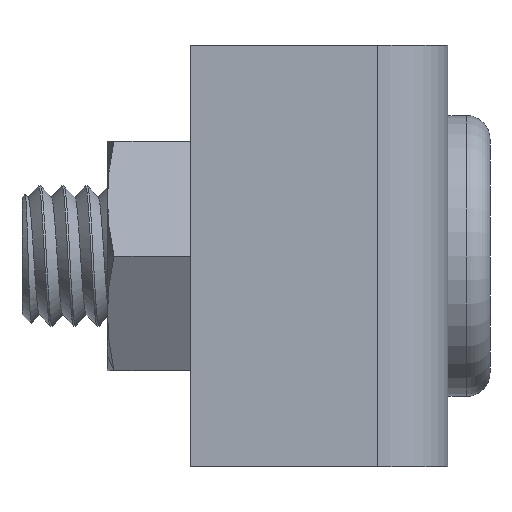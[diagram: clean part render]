
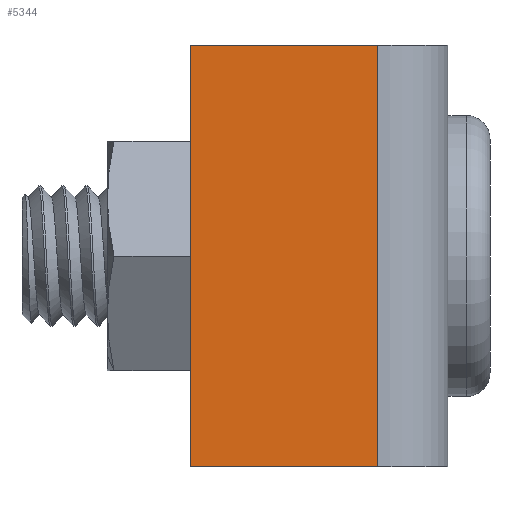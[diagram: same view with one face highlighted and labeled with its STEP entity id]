
A CAD part, left-side view. The second image highlights one B-rep face of the part: STEP entity #5344.
In plain terms, the highlighted planar face has unit normal (-1, 0, 0).
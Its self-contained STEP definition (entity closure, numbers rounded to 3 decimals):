
#50 = LINE ( 'NONE', #4904, #2123 ) ;
#297 = CARTESIAN_POINT ( 'NONE',  ( -17., 11., 9. ) ) ;
#348 = LINE ( 'NONE', #6366, #713 ) ;
#405 = DIRECTION ( 'NONE',  ( 0., 0., -1. ) ) ;
#647 = DIRECTION ( 'NONE',  ( 0., -1., 0. ) ) ;
#713 = VECTOR ( 'NONE', #6325, 1000. ) ;
#767 = EDGE_CURVE ( 'NONE', #4001, #1459, #6594, .T. ) ;
#1459 = VERTEX_POINT ( 'NONE', #5740 ) ;
#1473 = PLANE ( 'NONE',  #1564 ) ;
#1564 = AXIS2_PLACEMENT_3D ( 'NONE', #6422, #5825, #405 ) ;
#1933 = CARTESIAN_POINT ( 'NONE',  ( -17., 3., 9. ) ) ;
#2123 = VECTOR ( 'NONE', #6533, 1000. ) ;
#2490 = VECTOR ( 'NONE', #647, 1000. ) ;
#2557 = VERTEX_POINT ( 'NONE', #1933 ) ;
#2628 = CARTESIAN_POINT ( 'NONE',  ( -17., 11., 9. ) ) ;
#3082 = EDGE_CURVE ( 'NONE', #4922, #2557, #4043, .T. ) ;
#3195 = ORIENTED_EDGE ( 'NONE', *, *, #6508, .T. ) ;
#3408 = EDGE_CURVE ( 'NONE', #2557, #1459, #50, .T. ) ;
#3682 = ORIENTED_EDGE ( 'NONE', *, *, #767, .T. ) ;
#3927 = CARTESIAN_POINT ( 'NONE',  ( -17., 11., -9. ) ) ;
#4001 = VERTEX_POINT ( 'NONE', #5632 ) ;
#4005 = DIRECTION ( 'NONE',  ( 0., -1., 0. ) ) ;
#4043 = LINE ( 'NONE', #297, #5665 ) ;
#4189 = FACE_OUTER_BOUND ( 'NONE', #4643, .T. ) ;
#4470 = ORIENTED_EDGE ( 'NONE', *, *, #3408, .F. ) ;
#4643 = EDGE_LOOP ( 'NONE', ( #3682, #4470, #6370, #3195 ) ) ;
#4904 = CARTESIAN_POINT ( 'NONE',  ( -17., 3., 9. ) ) ;
#4922 = VERTEX_POINT ( 'NONE', #2628 ) ;
#5344 = ADVANCED_FACE ( 'NONE', ( #4189 ), #1473, .F. ) ;
#5632 = CARTESIAN_POINT ( 'NONE',  ( -17., 11., -9. ) ) ;
#5665 = VECTOR ( 'NONE', #4005, 1000. ) ;
#5740 = CARTESIAN_POINT ( 'NONE',  ( -17., 3., -9. ) ) ;
#5825 = DIRECTION ( 'NONE',  ( 1., 0., 0. ) ) ;
#6325 = DIRECTION ( 'NONE',  ( 0., 0., -1. ) ) ;
#6366 = CARTESIAN_POINT ( 'NONE',  ( -17., 11., 9. ) ) ;
#6370 = ORIENTED_EDGE ( 'NONE', *, *, #3082, .F. ) ;
#6422 = CARTESIAN_POINT ( 'NONE',  ( -17., 11., 9. ) ) ;
#6508 = EDGE_CURVE ( 'NONE', #4922, #4001, #348, .T. ) ;
#6533 = DIRECTION ( 'NONE',  ( 0., 0., -1. ) ) ;
#6594 = LINE ( 'NONE', #3927, #2490 ) ;
